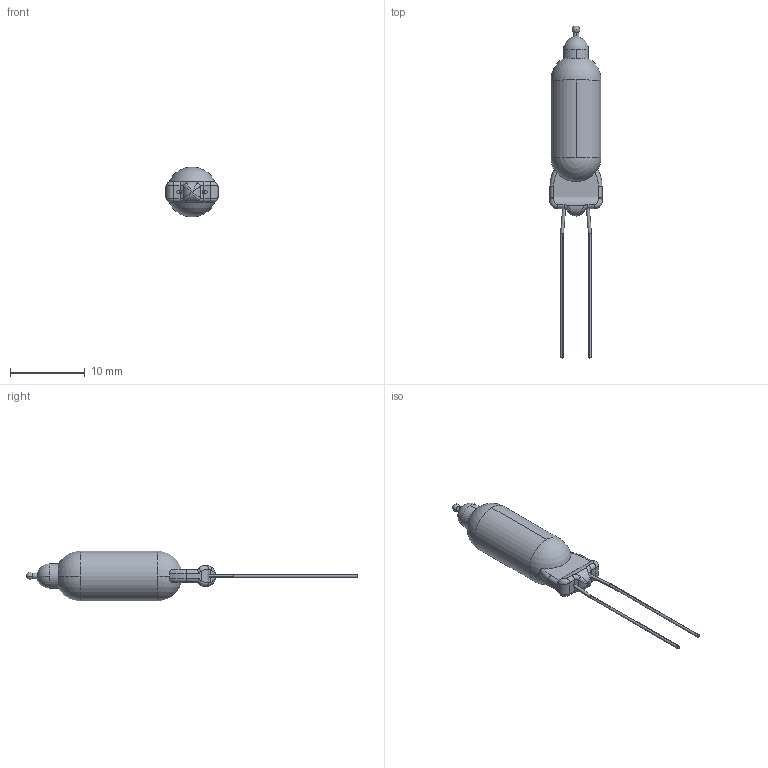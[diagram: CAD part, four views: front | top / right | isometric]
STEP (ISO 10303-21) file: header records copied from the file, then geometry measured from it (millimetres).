
FILE_DESCRIPTION (( 'STEP AP203' ), '1' );
FILE_NAME ('NX-SZP-IN3-v01.STEP', '2018-01-16T14:08:31', ( '' ), ( '' ), 'SwSTEP 2.0', 'SolidWorks 2017', '' );
FILE_SCHEMA (( 'CONFIG_CONTROL_DESIGN' ));
Length unit declared in the file: millimetre
Products named in the file (7): NX-SZP-IN3-05-v01; NX-SZP-IN3-01-v01; NX-SZP-IN3-06-v01; NX-SZP-IN3-v01; NX-SZP-IN3-04-v01; NX-SZP-IN3-02-v01; NX-SZP-IN3-03-v01
Assembly tree (7 placements, depth 2):
  NX-SZP-IN3-v01
    NX-SZP-IN3-01-v01
    NX-SZP-IN3-02-v01  x2
    NX-SZP-IN3-03-v01
    NX-SZP-IN3-04-v01
    NX-SZP-IN3-05-v01
    NX-SZP-IN3-06-v01
Bounding box: 7 x 44.55 x 6.7 mm (x, y, z)
Volume: 278 mm3; surface area: 1042.5 mm2
Topology: 10 solids, 10 shells, 188 faces, 492 edges, 303 vertices
Faces by surface type: cylinder 82, plane 38, torus 26, bspline 24, sphere 14, cone 4
Entity records: 7540 total; most frequent: CARTESIAN_POINT 2463, DIRECTION 929, ORIENTED_EDGE 914, EDGE_CURVE 457, AXIS2_PLACEMENT_3D 396, VERTEX_POINT 290, CIRCLE 230, EDGE_LOOP 193
